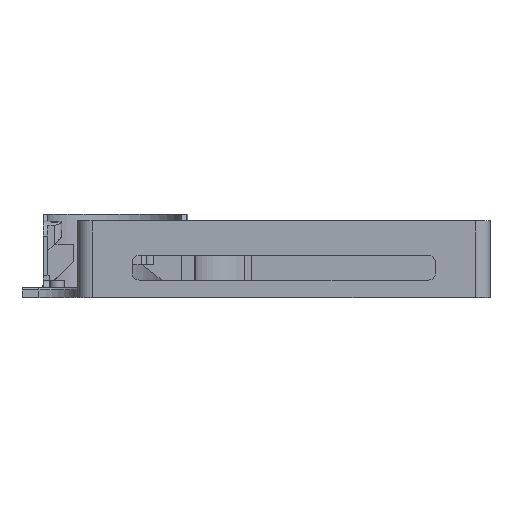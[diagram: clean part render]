
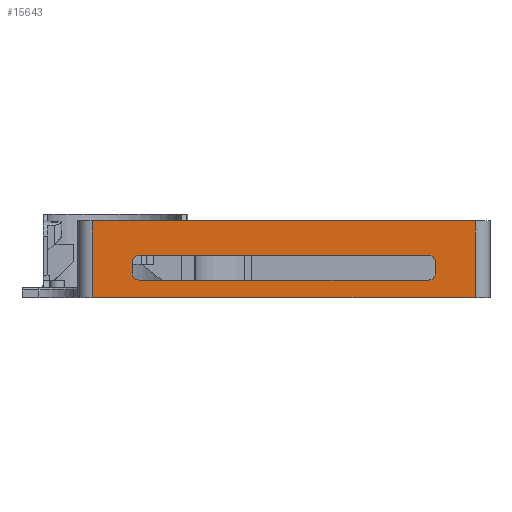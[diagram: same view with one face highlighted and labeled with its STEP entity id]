
A CAD part, top view. The second image highlights one B-rep face of the part: STEP entity #15643.
In plain terms, the highlighted planar face has unit normal (0, 0, 1).
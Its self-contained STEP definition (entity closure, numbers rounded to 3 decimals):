
#1406=FACE_BOUND('',#3120,.T.);
#2231=FACE_OUTER_BOUND('',#3119,.T.);
#3119=EDGE_LOOP('',(#14413,#14414,#14415,#14416));
#3120=EDGE_LOOP('',(#14417,#14418,#14419,#14420,#14421,#14422,#14423,#14424));
#3176=CIRCLE('',#15736,3.);
#3179=CIRCLE('',#15740,3.);
#3285=CIRCLE('',#16230,3.);
#3286=CIRCLE('',#16231,3.);
#3293=LINE('',#18753,#4631);
#3347=LINE('',#18943,#4685);
#3355=LINE('',#18968,#4693);
#3747=LINE('',#27210,#5085);
#3803=LINE('',#27391,#5141);
#4609=LINE('',#32623,#5947);
#4613=LINE('',#32632,#5951);
#4617=LINE('',#32648,#5955);
#4631=VECTOR('',#16259,10.);
#4685=VECTOR('',#16439,10.);
#4693=VECTOR('',#16463,10.);
#5085=VECTOR('',#17231,10.);
#5141=VECTOR('',#17365,10.);
#5947=VECTOR('',#18675,10.);
#5951=VECTOR('',#18685,10.);
#5955=VECTOR('',#18703,10.);
#5974=VERTEX_POINT('',#18750);
#5975=VERTEX_POINT('',#18752);
#6043=VERTEX_POINT('',#18939);
#6045=VERTEX_POINT('',#18942);
#6049=VERTEX_POINT('',#18952);
#6050=VERTEX_POINT('',#18953);
#6054=VERTEX_POINT('',#18963);
#6701=VERTEX_POINT('',#27209);
#6747=VERTEX_POINT('',#27389);
#7503=VERTEX_POINT('',#32629);
#7507=VERTEX_POINT('',#32645);
#7508=VERTEX_POINT('',#32647);
#7522=EDGE_CURVE('',#5974,#5975,#3293,.T.);
#7612=EDGE_CURVE('',#6045,#6043,#3347,.T.);
#7617=EDGE_CURVE('',#6049,#6050,#3176,.T.);
#7622=EDGE_CURVE('',#6045,#6054,#3179,.T.);
#7625=EDGE_CURVE('',#6049,#6054,#3355,.T.);
#8594=EDGE_CURVE('',#6701,#5975,#3747,.T.);
#8670=EDGE_CURVE('',#6747,#5974,#3803,.T.);
#9817=EDGE_CURVE('',#6747,#6701,#4609,.T.);
#9821=EDGE_CURVE('',#7503,#6050,#4613,.T.);
#9828=EDGE_CURVE('',#7507,#6043,#3285,.T.);
#9829=EDGE_CURVE('',#7507,#7508,#4617,.T.);
#9830=EDGE_CURVE('',#7503,#7508,#3286,.T.);
#14413=ORIENTED_EDGE('',*,*,#8670,.F.);
#14414=ORIENTED_EDGE('',*,*,#9817,.T.);
#14415=ORIENTED_EDGE('',*,*,#8594,.T.);
#14416=ORIENTED_EDGE('',*,*,#7522,.F.);
#14417=ORIENTED_EDGE('',*,*,#7612,.T.);
#14418=ORIENTED_EDGE('',*,*,#9828,.F.);
#14419=ORIENTED_EDGE('',*,*,#9829,.T.);
#14420=ORIENTED_EDGE('',*,*,#9830,.F.);
#14421=ORIENTED_EDGE('',*,*,#9821,.T.);
#14422=ORIENTED_EDGE('',*,*,#7617,.F.);
#14423=ORIENTED_EDGE('',*,*,#7625,.T.);
#14424=ORIENTED_EDGE('',*,*,#7622,.F.);
#14820=PLANE('',#16229);
#15643=ADVANCED_FACE('',(#2231,#1406),#14820,.T.);
#15736=AXIS2_PLACEMENT_3D('',#18954,#16447,#16448);
#15740=AXIS2_PLACEMENT_3D('',#18964,#16457,#16458);
#16229=AXIS2_PLACEMENT_3D('',#32644,#18699,#18700);
#16230=AXIS2_PLACEMENT_3D('',#32646,#18701,#18702);
#16231=AXIS2_PLACEMENT_3D('',#32649,#18704,#18705);
#16259=DIRECTION('',(-1.,0.,0.));
#16439=DIRECTION('',(-1.,0.,0.));
#16447=DIRECTION('center_axis',(0.,0.,
1.));
#16448=DIRECTION('ref_axis',(0.707,0.707,0.));
#16457=DIRECTION('center_axis',(0.,0.,
1.));
#16458=DIRECTION('ref_axis',(0.707,-0.707,0.));
#16463=DIRECTION('',(0.,-1.,0.));
#17231=DIRECTION('',(0.,-1.,0.));
#17365=DIRECTION('',(0.,-1.,0.));
#18675=DIRECTION('',(-1.,0.,0.));
#18685=DIRECTION('',(1.,0.,0.));
#18699=DIRECTION('center_axis',(0.,0.,
1.));
#18700=DIRECTION('ref_axis',(-1.,0.,0.));
#18701=DIRECTION('center_axis',(0.,0.,
1.));
#18702=DIRECTION('ref_axis',(-0.707,-0.707,0.));
#18703=DIRECTION('',(0.,1.,0.));
#18704=DIRECTION('center_axis',(0.,0.,
1.));
#18705=DIRECTION('ref_axis',(-0.707,0.707,0.));
#18750=CARTESIAN_POINT('',(184.286,118.424,208.72));
#18752=CARTESIAN_POINT('',(28.518,118.424,208.72));
#18753=CARTESIAN_POINT('',(49.194,118.424,208.72));
#18939=CARTESIAN_POINT('',(47.608,125.424,208.72));
#18942=CARTESIAN_POINT('',(165.185,125.424,208.72));
#18943=CARTESIAN_POINT('',(80.438,125.424,208.72));
#18952=CARTESIAN_POINT('',(168.185,132.424,208.72));
#18953=CARTESIAN_POINT('',(165.185,135.424,208.72));
#18954=CARTESIAN_POINT('Origin',(165.185,132.424,208.72));
#18963=CARTESIAN_POINT('',(168.185,128.424,208.72));
#18964=CARTESIAN_POINT('Origin',(165.185,128.424,208.72));
#18968=CARTESIAN_POINT('',(168.185,125.424,208.72));
#27209=CARTESIAN_POINT('',(28.518,149.474,208.72));
#27210=CARTESIAN_POINT('',(28.518,120.074,208.72));
#27389=CARTESIAN_POINT('',(184.286,149.474,208.72));
#27391=CARTESIAN_POINT('',(184.286,128.699,208.72));
#32623=CARTESIAN_POINT('',(55.173,149.474,208.72));
#32629=CARTESIAN_POINT('',(47.608,135.424,208.72));
#32632=CARTESIAN_POINT('',(95.645,135.424,208.72));
#32644=CARTESIAN_POINT('Origin',(60.518,120.424,208.72));
#32645=CARTESIAN_POINT('',(44.608,128.424,208.72));
#32646=CARTESIAN_POINT('Origin',(47.608,128.424,208.72));
#32647=CARTESIAN_POINT('',(44.608,132.424,208.72));
#32648=CARTESIAN_POINT('',(44.608,125.712,208.72));
#32649=CARTESIAN_POINT('Origin',(47.608,132.424,208.72));
